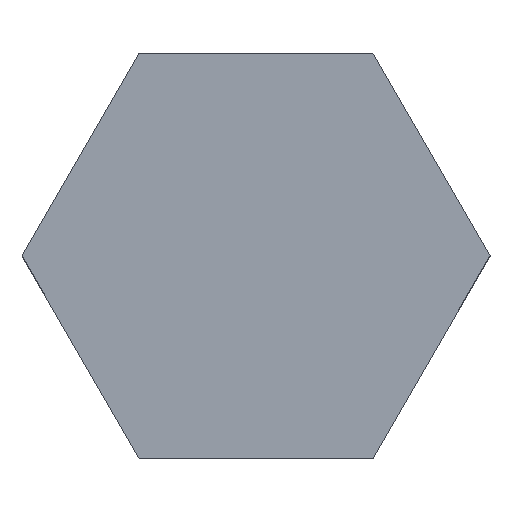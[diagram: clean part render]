
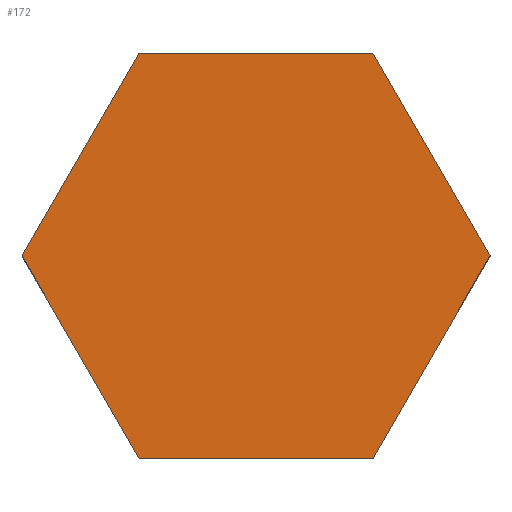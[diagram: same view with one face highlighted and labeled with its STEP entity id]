
A CAD part, top view. The second image highlights one B-rep face of the part: STEP entity #172.
In plain terms, the highlighted planar face has unit normal (0, 0, 1).
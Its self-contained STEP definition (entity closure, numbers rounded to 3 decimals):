
#23=PLANE('',#198);
#33=FACE_OUTER_BOUND('',#43,.T.);
#43=EDGE_LOOP('',(#150,#151,#152,#153,#154,#155));
#49=LINE('',#260,#68);
#52=LINE('',#266,#71);
#55=LINE('',#272,#74);
#58=LINE('',#278,#77);
#61=LINE('',#284,#80);
#64=LINE('',#288,#83);
#68=VECTOR('',#215,10.);
#71=VECTOR('',#220,10.);
#74=VECTOR('',#225,10.);
#77=VECTOR('',#230,10.);
#80=VECTOR('',#235,10.);
#83=VECTOR('',#240,10.);
#90=VERTEX_POINT('',#257);
#91=VERTEX_POINT('',#259);
#93=VERTEX_POINT('',#265);
#95=VERTEX_POINT('',#271);
#97=VERTEX_POINT('',#277);
#99=VERTEX_POINT('',#283);
#105=EDGE_CURVE('',#91,#90,#49,.T.);
#108=EDGE_CURVE('',#93,#91,#52,.T.);
#111=EDGE_CURVE('',#95,#93,#55,.T.);
#114=EDGE_CURVE('',#97,#95,#58,.T.);
#117=EDGE_CURVE('',#99,#97,#61,.T.);
#120=EDGE_CURVE('',#90,#99,#64,.T.);
#150=ORIENTED_EDGE('',*,*,#120,.T.);
#151=ORIENTED_EDGE('',*,*,#117,.T.);
#152=ORIENTED_EDGE('',*,*,#114,.T.);
#153=ORIENTED_EDGE('',*,*,#111,.T.);
#154=ORIENTED_EDGE('',*,*,#108,.T.);
#155=ORIENTED_EDGE('',*,*,#105,.T.);
#172=ADVANCED_FACE('',(#33),#23,.T.);
#198=AXIS2_PLACEMENT_3D('',#289,#241,#242);
#215=DIRECTION('',(0.5,0.866,0.));
#220=DIRECTION('',(1.,0.,0.));
#225=DIRECTION('',(0.5,-0.866,0.));
#230=DIRECTION('',(-0.5,-0.866,0.));
#235=DIRECTION('',(-1.,0.,0.));
#240=DIRECTION('',(-0.5,0.866,0.));
#241=DIRECTION('center_axis',(0.,0.,1.));
#242=DIRECTION('ref_axis',(1.,0.,0.));
#257=CARTESIAN_POINT('',(-25.959,0.,141.));
#259=CARTESIAN_POINT('',(-27.979,-3.5,141.));
#260=CARTESIAN_POINT('',(-27.979,-3.5,141.));
#265=CARTESIAN_POINT('',(-32.02,-3.5,141.));
#266=CARTESIAN_POINT('',(-32.02,-3.5,141.));
#271=CARTESIAN_POINT('',(-34.041,0.,141.));
#272=CARTESIAN_POINT('',(-34.041,0.,141.));
#277=CARTESIAN_POINT('',(-32.021,3.5,141.));
#278=CARTESIAN_POINT('',(-32.021,3.5,141.));
#283=CARTESIAN_POINT('',(-27.98,3.5,141.));
#284=CARTESIAN_POINT('',(-27.98,3.5,141.));
#288=CARTESIAN_POINT('',(-25.959,0.,141.));
#289=CARTESIAN_POINT('Origin',(-30.,0.,141.));
